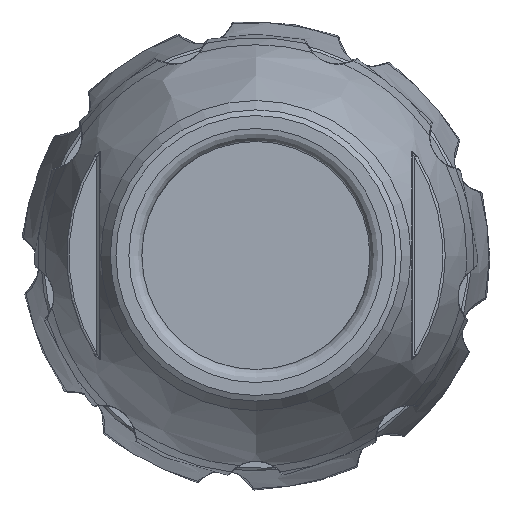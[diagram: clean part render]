
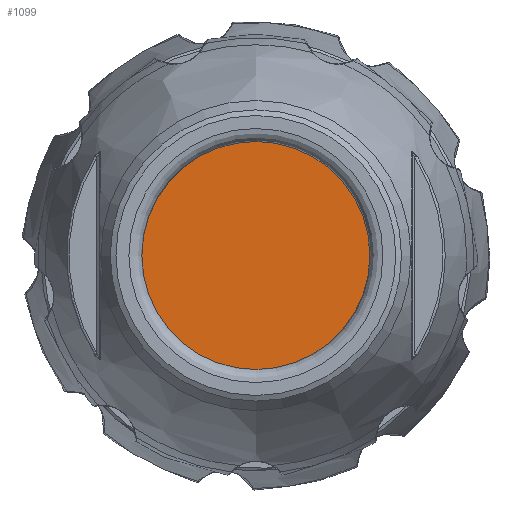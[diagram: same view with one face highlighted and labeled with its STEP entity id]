
A CAD part, left-side view. The second image highlights one B-rep face of the part: STEP entity #1099.
In plain terms, the highlighted planar face has unit normal (-1, 0, 0).
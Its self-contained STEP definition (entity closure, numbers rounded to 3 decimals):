
#340=FACE_OUTER_BOUND('',#1618,.T.);
#1099=ADVANCED_FACE('',(#340),#1287,.T.);
#1287=PLANE('',#4595);
#1618=EDGE_LOOP('',(#2264));
#2264=ORIENTED_EDGE('',*,*,#3648,.F.);
#3195=VERTEX_POINT('',#7577);
#3648=EDGE_CURVE('',#3195,#3195,#4211,.T.);
#4211=CIRCLE('',#4521,8.75);
#4521=AXIS2_PLACEMENT_3D('',#7576,#5125,#5126);
#4595=AXIS2_PLACEMENT_3D('',#9619,#5277,#5278);
#5125=DIRECTION('',(1.,0.,0.));
#5126=DIRECTION('',(0.,0.,1.));
#5277=DIRECTION('',(-1.,0.,0.));
#5278=DIRECTION('',(0.,0.,1.));
#7576=CARTESIAN_POINT('',(-49.4,0.,0.));
#7577=CARTESIAN_POINT('',(-49.4,0.,8.75));
#9619=CARTESIAN_POINT('',(-49.4,0.,0.));
